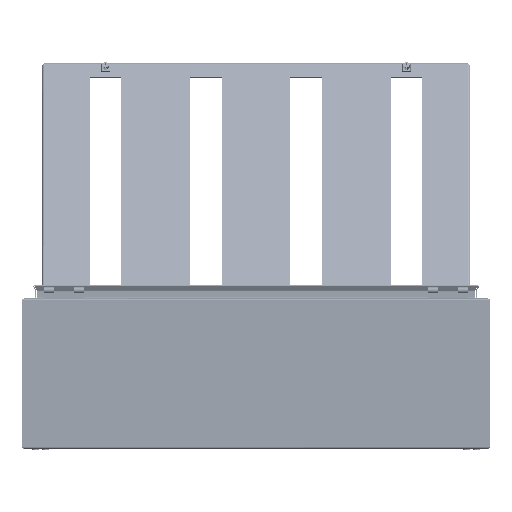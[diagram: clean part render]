
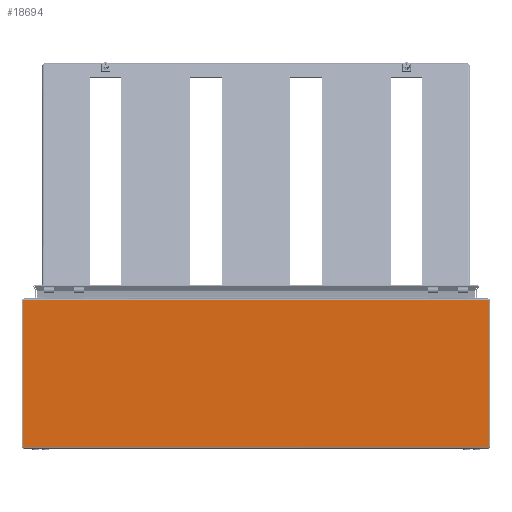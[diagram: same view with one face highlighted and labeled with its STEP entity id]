
A CAD part, front view. The second image highlights one B-rep face of the part: STEP entity #18694.
In plain terms, the highlighted planar face has unit normal (0, -1, 0).
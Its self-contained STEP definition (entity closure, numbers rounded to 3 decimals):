
#236 = VERTEX_POINT ( 'NONE', #138266 ) ;
#238 = VERTEX_POINT ( 'NONE', #138268 ) ;
#249 = VERTEX_POINT ( 'NONE', #138279 ) ;
#254 = VERTEX_POINT ( 'NONE', #138284 ) ;
#18694 = ADVANCED_FACE ( 'NONE', ( #112756 ), #112757, .F. ) ;
#31985 = VECTOR ( 'NONE', #44476, 1000. ) ;
#31986 = VECTOR ( 'NONE', #44469, 1000. ) ;
#31987 = VECTOR ( 'NONE', #44467, 1000. ) ;
#31988 = VECTOR ( 'NONE', #44464, 1000. ) ;
#41215 = EDGE_CURVE ( 'NONE', #236, #238, #44457, .T. ) ;
#41218 = EDGE_CURVE ( 'NONE', #249, #254, #44456, .T. ) ;
#41222 = EDGE_CURVE ( 'NONE', #238, #254, #44459, .T. ) ;
#41229 = EDGE_CURVE ( 'NONE', #236, #249, #44463, .T. ) ;
#44456 = LINE ( 'NONE', #44465, #31987 ) ;
#44457 = LINE ( 'NONE', #44462, #31988 ) ;
#44459 = LINE ( 'NONE', #44468, #31986 ) ;
#44462 = CARTESIAN_POINT ( 'NONE',  ( 348.4, -250., 1.5 ) ) ;
#44463 = LINE ( 'NONE', #44474, #31985 ) ;
#44464 = DIRECTION ( 'NONE',  ( 0., 0., 1. ) ) ;
#44465 = CARTESIAN_POINT ( 'NONE',  ( -348.4, -250., 1.5 ) ) ;
#44467 = DIRECTION ( 'NONE',  ( 0., 0., 1. ) ) ;
#44468 = CARTESIAN_POINT ( 'NONE',  ( 347.793, -250., 220.5 ) ) ;
#44469 = DIRECTION ( 'NONE',  ( -1., 0., 0. ) ) ;
#44474 = CARTESIAN_POINT ( 'NONE',  ( -348.5, -250., 1.5 ) ) ;
#44476 = DIRECTION ( 'NONE',  ( -1., 0., 0. ) ) ;
#75899 = ORIENTED_EDGE ( 'NONE', *, *, #41222, .T. ) ;
#75900 = ORIENTED_EDGE ( 'NONE', *, *, #41218, .F. ) ;
#75901 = ORIENTED_EDGE ( 'NONE', *, *, #41229, .F. ) ;
#75902 = ORIENTED_EDGE ( 'NONE', *, *, #41215, .T. ) ;
#112753 = CARTESIAN_POINT ( 'NONE',  ( -348.5, -250., 222. ) ) ;
#112756 = FACE_OUTER_BOUND ( 'NONE', #140446, .T. ) ;
#112757 = PLANE ( 'NONE',  #151474 ) ;
#112760 = DIRECTION ( 'NONE',  ( 0., 1., 0. ) ) ;
#112761 = DIRECTION ( 'NONE',  ( 0., 0., 1. ) ) ;
#138266 = CARTESIAN_POINT ( 'NONE',  ( 348.4, -250., 1.5 ) ) ;
#138268 = CARTESIAN_POINT ( 'NONE',  ( 348.4, -250., 220.5 ) ) ;
#138279 = CARTESIAN_POINT ( 'NONE',  ( -348.4, -250., 1.5 ) ) ;
#138284 = CARTESIAN_POINT ( 'NONE',  ( -348.4, -250., 220.5 ) ) ;
#140446 = EDGE_LOOP ( 'NONE', ( #75899, #75900, #75901, #75902 ) ) ;
#151474 = AXIS2_PLACEMENT_3D ( 'NONE', #112753, #112760, #112761 ) ;
